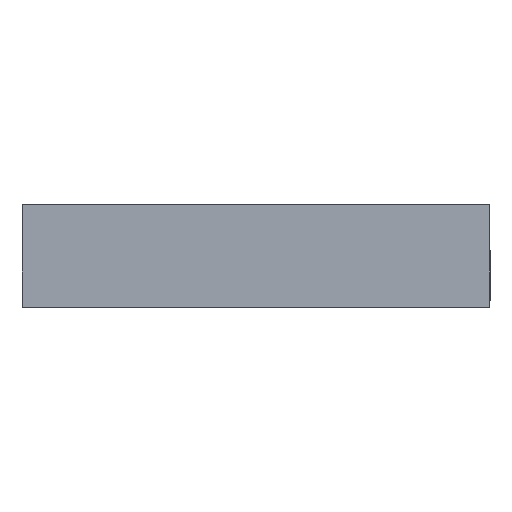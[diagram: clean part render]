
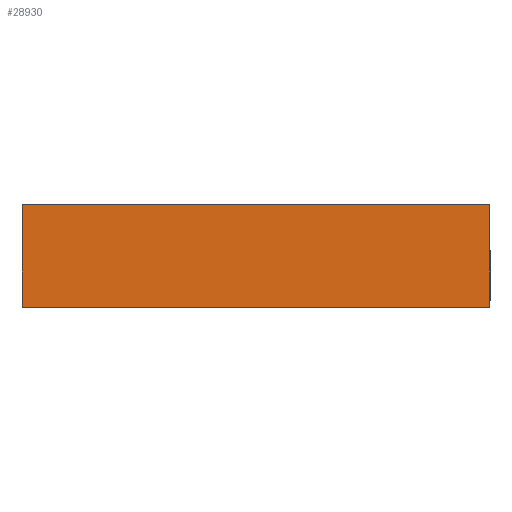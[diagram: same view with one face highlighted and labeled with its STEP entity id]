
A CAD part, top view. The second image highlights one B-rep face of the part: STEP entity #28930.
In plain terms, the highlighted planar face has unit normal (0, 0, 1).
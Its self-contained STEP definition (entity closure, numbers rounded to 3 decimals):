
#62 = LINE ( 'NONE', #30084, #22040 ) ;
#2121 = DIRECTION ( 'NONE',  ( 0., -1., 0. ) ) ;
#2378 = VERTEX_POINT ( 'NONE', #19740 ) ;
#2998 = VECTOR ( 'NONE', #25904, 1000. ) ;
#3494 = LINE ( 'NONE', #33561, #18775 ) ;
#5603 = EDGE_CURVE ( 'NONE', #19495, #29797, #14689, .T. ) ;
#7636 = ORIENTED_EDGE ( 'NONE', *, *, #8486, .F. ) ;
#8486 = EDGE_CURVE ( 'NONE', #18396, #19495, #3494, .T. ) ;
#9196 = AXIS2_PLACEMENT_3D ( 'NONE', #29944, #15659, #35638 ) ;
#9714 = LINE ( 'NONE', #35360, #17391 ) ;
#9972 = CARTESIAN_POINT ( 'NONE',  ( -115., -13.86, 485. ) ) ;
#11162 = EDGE_CURVE ( 'NONE', #18396, #2378, #9714, .T. ) ;
#12887 = DIRECTION ( 'NONE',  ( 0., -1., 0. ) ) ;
#14211 = CARTESIAN_POINT ( 'NONE',  ( 115., 36.529, 485. ) ) ;
#14689 = LINE ( 'NONE', #33119, #2998 ) ;
#15659 = DIRECTION ( 'NONE',  ( 0., 0., -1. ) ) ;
#17251 = ORIENTED_EDGE ( 'NONE', *, *, #5603, .F. ) ;
#17391 = VECTOR ( 'NONE', #32046, 1000. ) ;
#18396 = VERTEX_POINT ( 'NONE', #14211 ) ;
#18775 = VECTOR ( 'NONE', #2121, 1000. ) ;
#19495 = VERTEX_POINT ( 'NONE', #32675 ) ;
#19541 = ORIENTED_EDGE ( 'NONE', *, *, #30418, .T. ) ;
#19740 = CARTESIAN_POINT ( 'NONE',  ( -115., 36.529, 485. ) ) ;
#22040 = VECTOR ( 'NONE', #12887, 1000. ) ;
#23079 = EDGE_LOOP ( 'NONE', ( #17251, #7636, #26438, #19541 ) ) ;
#25904 = DIRECTION ( 'NONE',  ( -1., 0., 0. ) ) ;
#26438 = ORIENTED_EDGE ( 'NONE', *, *, #11162, .T. ) ;
#28596 = PLANE ( 'NONE',  #9196 ) ;
#28930 = ADVANCED_FACE ( 'NONE', ( #33199 ), #28596, .F. ) ;
#29797 = VERTEX_POINT ( 'NONE', #9972 ) ;
#29944 = CARTESIAN_POINT ( 'NONE',  ( 115., -13.86, 485. ) ) ;
#30084 = CARTESIAN_POINT ( 'NONE',  ( -115., -3.86, 485. ) ) ;
#30418 = EDGE_CURVE ( 'NONE', #2378, #29797, #62, .T. ) ;
#32046 = DIRECTION ( 'NONE',  ( -1., 0., 0. ) ) ;
#32675 = CARTESIAN_POINT ( 'NONE',  ( 115., -13.86, 485. ) ) ;
#33119 = CARTESIAN_POINT ( 'NONE',  ( 115., -13.86, 485. ) ) ;
#33199 = FACE_OUTER_BOUND ( 'NONE', #23079, .T. ) ;
#33561 = CARTESIAN_POINT ( 'NONE',  ( 115., -13.86, 485. ) ) ;
#35360 = CARTESIAN_POINT ( 'NONE',  ( 115., 36.529, 485. ) ) ;
#35638 = DIRECTION ( 'NONE',  ( -1., 0., 0. ) ) ;
